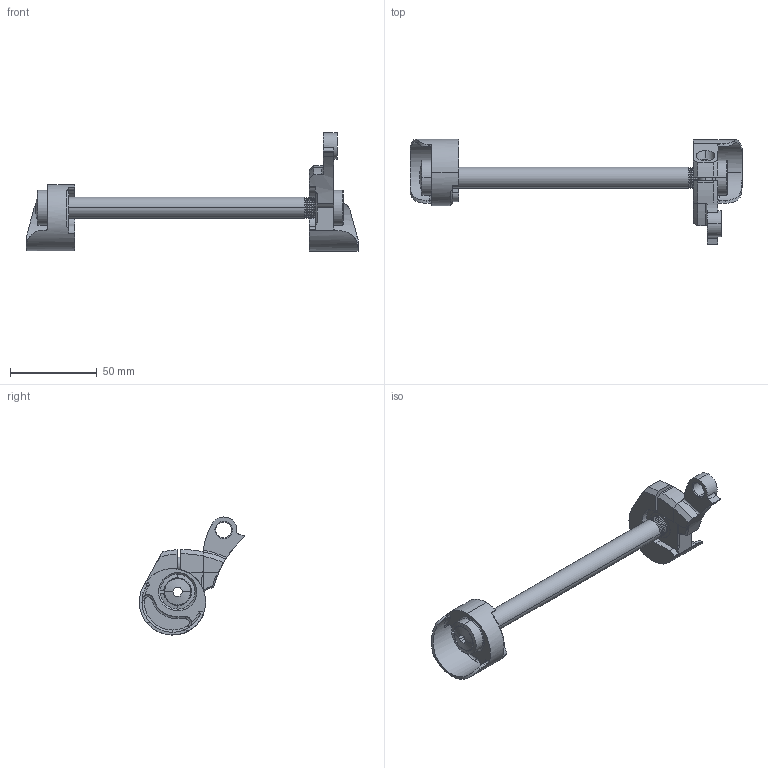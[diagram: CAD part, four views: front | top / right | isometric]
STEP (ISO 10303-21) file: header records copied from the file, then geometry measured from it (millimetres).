
FILE_DESCRIPTION (( 'STEP AP214' ), '1' );
FILE_NAME ('DR0090.STEP', '2015-02-04T22:32:30', ( 'Accounting' ), ( 'Microsoft' ), 'SwSTEP 2.0', 'SolidWorks 2014', '' );
FILE_SCHEMA (( 'AUTOMOTIVE_DESIGN' ));
Length unit declared in the file: millimetre
Products named in the file (9): DR4090; 12mm_Axle_ver-01; stainless_steel_washer_12mm; cone_for_12mm_axle_ver-02; SY4010; SY4014; DR0090R; DR0090L_default; DR0090
Assembly tree (8 placements, depth 2):
  DR0090
    DR0090L_default
    DR0090R
    SY4014
    SY4010
    cone_for_12mm_axle_ver-02
    stainless_steel_washer_12mm
    12mm_Axle_ver-01
    DR4090
Bounding box: 190.88 x 60.56 x 67.92 mm (x, y, z)
Volume: 47166.7 mm3; surface area: 32348.3 mm2
Topology: 8 solids, 8 shells, 364 faces, 857 edges, 518 vertices
Faces by surface type: cone 117, cylinder 115, plane 81, torus 38, bspline 13
Entity records: 11612 total; most frequent: CARTESIAN_POINT 2786, DIRECTION 1897, ORIENTED_EDGE 1710, EDGE_CURVE 855, AXIS2_PLACEMENT_3D 763, VERTEX_POINT 518, CIRCLE 401, EDGE_LOOP 391
